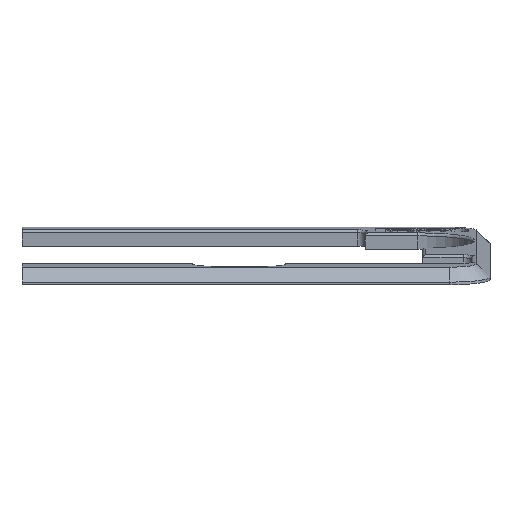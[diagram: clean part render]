
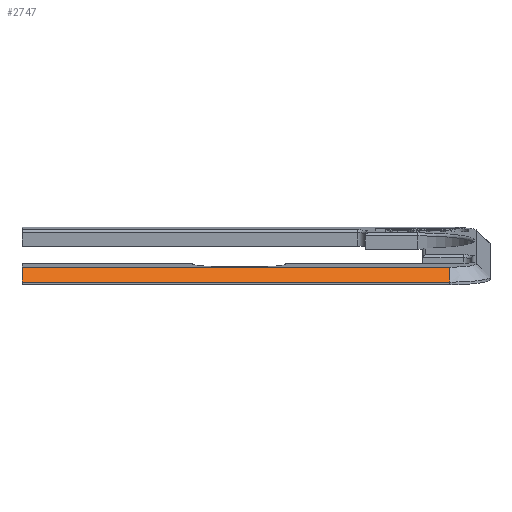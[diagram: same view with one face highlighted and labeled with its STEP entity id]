
A CAD part, front view. The second image highlights one B-rep face of the part: STEP entity #2747.
In plain terms, the highlighted planar face has unit normal (0, -0.788, 0.616).
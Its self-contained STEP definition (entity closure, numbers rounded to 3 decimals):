
#156=FACE_OUTER_BOUND('',#312,.T.);
#312=EDGE_LOOP('',(#1834,#1835,#1836,#1837));
#528=LINE('',#3766,#830);
#537=LINE('',#3786,#839);
#538=LINE('',#3788,#840);
#539=LINE('',#3789,#841);
#830=VECTOR('',#3104,10.);
#839=VECTOR('',#3121,10.);
#840=VECTOR('',#3122,10.);
#841=VECTOR('',#3123,10.);
#1133=VERTEX_POINT('',#3763);
#1134=VERTEX_POINT('',#3765);
#1141=VERTEX_POINT('',#3785);
#1142=VERTEX_POINT('',#3787);
#1405=EDGE_CURVE('',#1134,#1133,#528,.T.);
#1415=EDGE_CURVE('',#1133,#1141,#537,.T.);
#1416=EDGE_CURVE('',#1141,#1142,#538,.T.);
#1417=EDGE_CURVE('',#1142,#1134,#539,.T.);
#1834=ORIENTED_EDGE('',*,*,#1405,.T.);
#1835=ORIENTED_EDGE('',*,*,#1415,.T.);
#1836=ORIENTED_EDGE('',*,*,#1416,.T.);
#1837=ORIENTED_EDGE('',*,*,#1417,.T.);
#2652=PLANE('',#2919);
#2747=ADVANCED_FACE('',(#156),#2652,.T.);
#2919=AXIS2_PLACEMENT_3D('',#3784,#3119,#3120);
#3104=DIRECTION('',(0.,-0.616,-0.788));
#3119=DIRECTION('center_axis',(0.,-0.788,
0.616));
#3120=DIRECTION('ref_axis',(1.,0.,0.));
#3121=DIRECTION('',(1.,0.,0.));
#3122=DIRECTION('',(0.,0.616,0.788));
#3123=DIRECTION('',(-1.,0.,0.));
#3763=CARTESIAN_POINT('',(0.,-73.579,71.808));
#3765=CARTESIAN_POINT('',(0.,-69.226,77.38));
#3766=CARTESIAN_POINT('',(0.,-60.013,89.173));
#3784=CARTESIAN_POINT('Origin',(83.352,-71.403,74.594));
#3785=CARTESIAN_POINT('',(159.73,-73.579,71.808));
#3786=CARTESIAN_POINT('',(83.352,-73.579,71.808));
#3787=CARTESIAN_POINT('',(159.73,-69.226,77.38));
#3788=CARTESIAN_POINT('',(159.73,-73.579,71.808));
#3789=CARTESIAN_POINT('',(83.352,-69.226,77.38));
